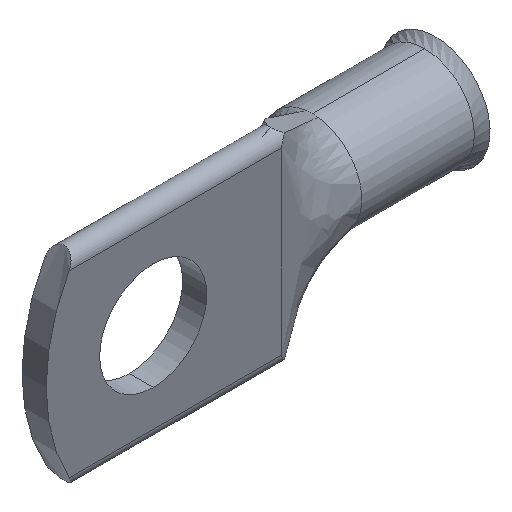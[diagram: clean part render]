
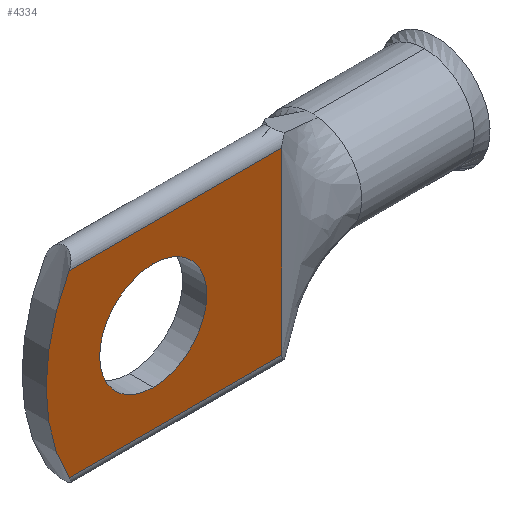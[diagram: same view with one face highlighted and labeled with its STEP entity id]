
A CAD part, isometric view. The second image highlights one B-rep face of the part: STEP entity #4334.
In plain terms, the highlighted planar face has unit normal (0, -1, 0).
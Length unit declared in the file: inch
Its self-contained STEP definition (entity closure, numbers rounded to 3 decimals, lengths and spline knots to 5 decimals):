
#33 = VERTEX_POINT ( 'NONE', #2493 ) ;
#115 = EDGE_CURVE ( 'NONE', #3311, #1800, #2067, .T. ) ;
#425 = CARTESIAN_POINT ( 'NONE',  ( -0.04, -0.045, 0. ) ) ;
#514 = LINE ( 'NONE', #1632, #1991 ) ;
#543 = AXIS2_PLACEMENT_3D ( 'NONE', #3671, #4406, #728 ) ;
#664 = CARTESIAN_POINT ( 'NONE',  ( -0.35377, -0.045, 0.335 ) ) ;
#682 = CARTESIAN_POINT ( 'NONE',  ( -0.35377, -0.045, -0.335 ) ) ;
#728 = DIRECTION ( 'NONE',  ( 0., 0., -1. ) ) ;
#816 = DIRECTION ( 'NONE',  ( 0., 0., 1. ) ) ;
#856 = DIRECTION ( 'NONE',  ( 0., -1., 0. ) ) ;
#942 = ORIENTED_EDGE ( 'NONE', *, *, #2257, .T. ) ;
#1170 = DIRECTION ( 'NONE',  ( 0., -1., 0. ) ) ;
#1226 = EDGE_LOOP ( 'NONE', ( #2838, #3613 ) ) ;
#1299 = ORIENTED_EDGE ( 'NONE', *, *, #3929, .T. ) ;
#1499 = CARTESIAN_POINT ( 'NONE',  ( 0.44, -0.045, 0. ) ) ;
#1503 = CARTESIAN_POINT ( 'NONE',  ( 0.25382, -0.045, 0. ) ) ;
#1525 = VECTOR ( 'NONE', #816, 39.37008 ) ;
#1632 = CARTESIAN_POINT ( 'NONE',  ( 0.25382, -0.045, -0.335 ) ) ;
#1770 = AXIS2_PLACEMENT_3D ( 'NONE', #2575, #1170, #3693 ) ;
#1800 = VERTEX_POINT ( 'NONE', #4665 ) ;
#1911 = VECTOR ( 'NONE', #2895, 39.37008 ) ;
#1991 = VECTOR ( 'NONE', #3051, 39.37008 ) ;
#2067 = CIRCLE ( 'NONE', #2964, 0.2 ) ;
#2210 = DIRECTION ( 'NONE',  ( 0., 0., -1. ) ) ;
#2257 = EDGE_CURVE ( 'NONE', #33, #4203, #3250, .T. ) ;
#2344 = VERTEX_POINT ( 'NONE', #3674 ) ;
#2399 = ORIENTED_EDGE ( 'NONE', *, *, #2596, .T. ) ;
#2493 = CARTESIAN_POINT ( 'NONE',  ( 0.44, -0.045, 0.335 ) ) ;
#2575 = CARTESIAN_POINT ( 'NONE',  ( -0.04, -0.045, 0. ) ) ;
#2593 = CIRCLE ( 'NONE', #3889, 0.69382 ) ;
#2596 = EDGE_CURVE ( 'NONE', #4203, #2879, #2593, .T. ) ;
#2704 = DIRECTION ( 'NONE',  ( 0., -1., 0. ) ) ;
#2838 = ORIENTED_EDGE ( 'NONE', *, *, #4247, .F. ) ;
#2879 = VERTEX_POINT ( 'NONE', #682 ) ;
#2893 = FACE_OUTER_BOUND ( 'NONE', #3390, .T. ) ;
#2895 = DIRECTION ( 'NONE',  ( -1., 0., 0. ) ) ;
#2923 = CARTESIAN_POINT ( 'NONE',  ( -0.04, -0.045, -0.2 ) ) ;
#2931 = LINE ( 'NONE', #1499, #1525 ) ;
#2964 = AXIS2_PLACEMENT_3D ( 'NONE', #425, #856, #2210 ) ;
#3051 = DIRECTION ( 'NONE',  ( 1., 0., 0. ) ) ;
#3250 = LINE ( 'NONE', #3987, #1911 ) ;
#3311 = VERTEX_POINT ( 'NONE', #2923 ) ;
#3390 = EDGE_LOOP ( 'NONE', ( #2399, #1299, #3676, #942 ) ) ;
#3593 = CIRCLE ( 'NONE', #1770, 0.2 ) ;
#3613 = ORIENTED_EDGE ( 'NONE', *, *, #115, .F. ) ;
#3627 = FACE_BOUND ( 'NONE', #1226, .T. ) ;
#3671 = CARTESIAN_POINT ( 'NONE',  ( 0.25382, -0.045, 0. ) ) ;
#3674 = CARTESIAN_POINT ( 'NONE',  ( 0.44, -0.045, -0.335 ) ) ;
#3676 = ORIENTED_EDGE ( 'NONE', *, *, #4468, .T. ) ;
#3693 = DIRECTION ( 'NONE',  ( 0., 0., -1. ) ) ;
#3889 = AXIS2_PLACEMENT_3D ( 'NONE', #1503, #2704, #4071 ) ;
#3929 = EDGE_CURVE ( 'NONE', #2879, #2344, #514, .T. ) ;
#3987 = CARTESIAN_POINT ( 'NONE',  ( -0.35377, -0.045, 0.335 ) ) ;
#4071 = DIRECTION ( 'NONE',  ( 0., 0., -1. ) ) ;
#4203 = VERTEX_POINT ( 'NONE', #664 ) ;
#4247 = EDGE_CURVE ( 'NONE', #1800, #3311, #3593, .T. ) ;
#4334 = ADVANCED_FACE ( 'NONE', ( #3627, #2893 ), #4428, .T. ) ;
#4406 = DIRECTION ( 'NONE',  ( 0., -1., 0. ) ) ;
#4428 = PLANE ( 'NONE',  #543 ) ;
#4468 = EDGE_CURVE ( 'NONE', #2344, #33, #2931, .T. ) ;
#4665 = CARTESIAN_POINT ( 'NONE',  ( -0.04, -0.045, 0.2 ) ) ;
